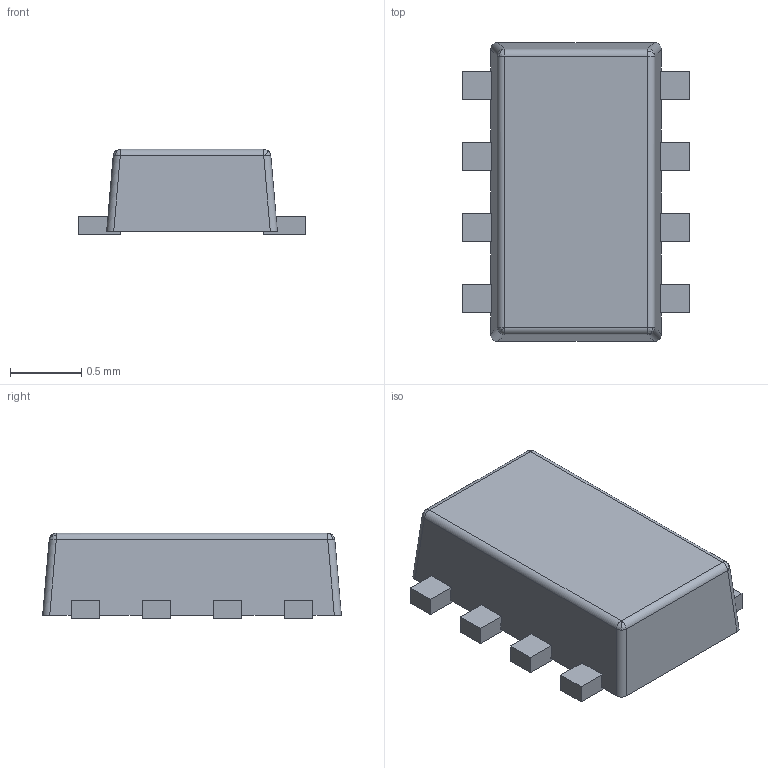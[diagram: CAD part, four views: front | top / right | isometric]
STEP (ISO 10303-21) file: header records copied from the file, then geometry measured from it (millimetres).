
FILE_DESCRIPTION (( 'STEP AP214' ), '1' );
FILE_NAME ('TPS62932DRLR.STEP', '2023-07-12T09:01:06', ( 'USER' ), ( '' ), 'SwSTEP 2.0', 'SolidWorks 2016', '' );
FILE_SCHEMA (( 'AUTOMOTIVE_DESIGN' ));
Length unit declared in the file: millimetre
Products named in the file (3): BODY-SOT; FRAME-DRL0008A; TPS62932DRLR
Assembly tree (2 placements, depth 2):
  TPS62932DRLR
    FRAME-DRL0008A
    BODY-SOT
Bounding box: 1.6 x 2.1 x 0.6 mm (x, y, z)
Volume: 1.4 mm3; surface area: 10.4 mm2
Topology: 9 solids, 9 shells, 102 faces, 247 edges, 155 vertices
Faces by surface type: plane 86, bspline 8, cylinder 8
Entity records: 4245 total; most frequent: CARTESIAN_POINT 633, ORIENTED_EDGE 478, DIRECTION 456, EDGE_CURVE 239, LINE 212, VECTOR 212, VERTEX_POINT 155, AXIS2_PLACEMENT_3D 122
